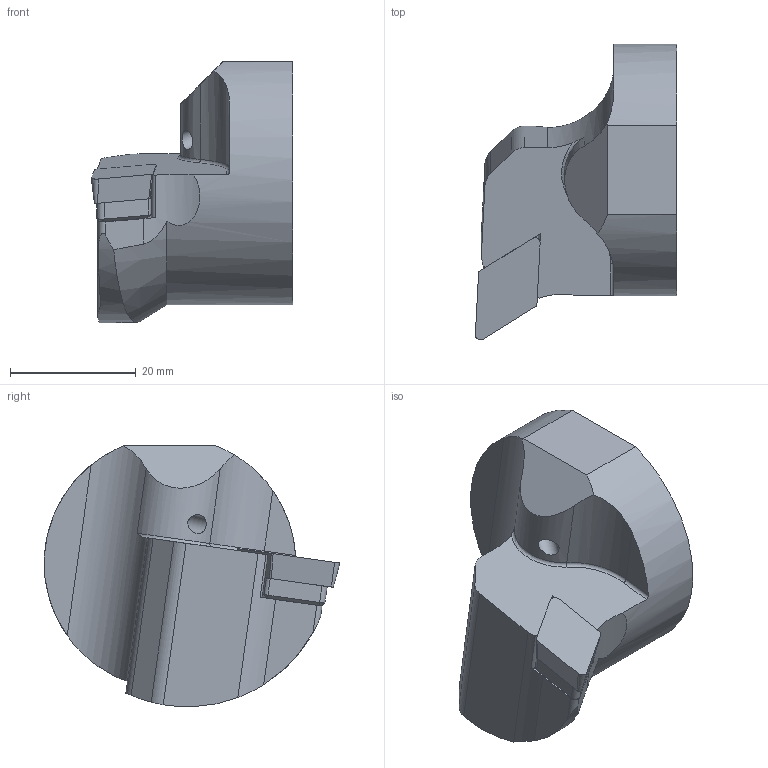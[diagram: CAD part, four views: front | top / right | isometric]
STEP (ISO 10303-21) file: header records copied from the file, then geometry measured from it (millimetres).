
FILE_DESCRIPTION(/* description */ (''),/* implementation_level */ '2;1');
FILE_NAME(/* name */ 'ATTC-A40-SDUCR-11.stp',/* time_stamp */ '2023-11-20T15:59:20+03:00',/* author */ (''),/* organization */ (''),/* preprocessor_version */ 'ST-DEVELOPER v19.4',/* originating_system */ 'SIEMENS PLM Software NX2306.3001',/* authorisation */ '');
FILE_SCHEMA (('AUTOMOTIVE_DESIGN { 1 0 10303 214 3 1 1 1 }'));
Length unit declared in the file: millimetre
Products named in the file (1): model1
Bounding box: 32 x 47 x 41.53 mm (x, y, z)
Volume: 25039.9 mm3; surface area: 6171.6 mm2
Topology: 2 solids, 2 shells, 61 faces, 165 edges, 105 vertices
Faces by surface type: plane 31, cylinder 20, cone 8, torus 2
Full cylindrical faces by diameter (mm): 3 x1
Entity records: 2363 total; most frequent: CARTESIAN_POINT 483, DIRECTION 325, ORIENTED_EDGE 322, EDGE_CURVE 161, AXIS2_PLACEMENT_3D 117, VERTEX_POINT 104, LINE 91, VECTOR 91
